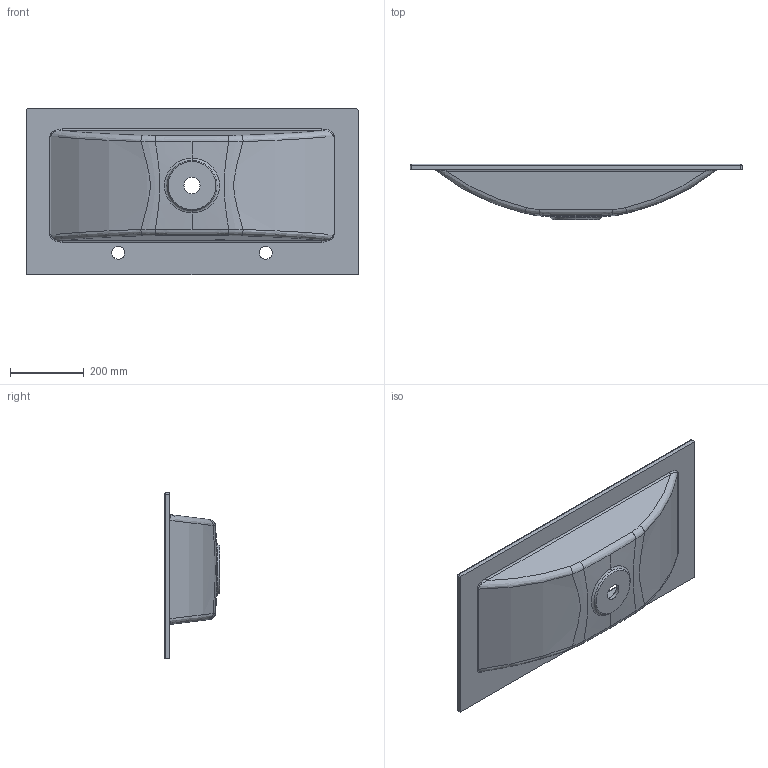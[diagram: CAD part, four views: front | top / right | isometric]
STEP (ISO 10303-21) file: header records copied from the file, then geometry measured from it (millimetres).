
FILE_DESCRIPTION (( 'STEP AP203' ), '1' );
FILE_NAME ('6229210911.step', '2020-12-18T12:34:09', ( 'admin' ), ( '' ), 'SwSTEP 2.0', 'SolidWorks 2019', '' );
FILE_SCHEMA (( 'CONFIG_CONTROL_DESIGN' ));
Length unit declared in the file: millimetre
Products named in the file (1): 6229210911
Bounding box: 900 x 150 x 450 mm (x, y, z)
Volume: 7205508.2 mm3; surface area: 1105683.6 mm2
Topology: 1 solids, 1 shells, 87 faces, 202 edges, 116 vertices
Faces by surface type: bspline 32, cylinder 28, plane 11, cone 8, torus 6, sphere 2
Entity records: 4539 total; most frequent: CARTESIAN_POINT 2712, ORIENTED_EDGE 400, DIRECTION 324, EDGE_CURVE 200, AXIS2_PLACEMENT_3D 136, VERTEX_POINT 116, EDGE_LOOP 96, ADVANCED_FACE 87
